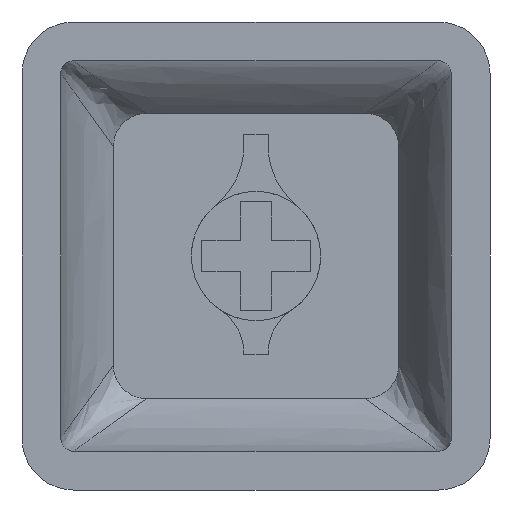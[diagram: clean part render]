
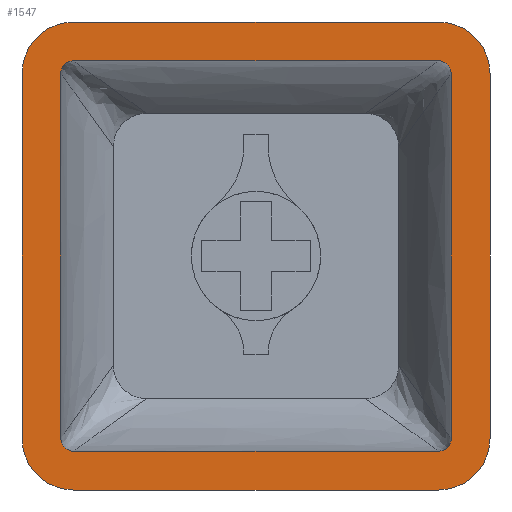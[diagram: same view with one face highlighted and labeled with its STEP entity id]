
A CAD part, front view. The second image highlights one B-rep face of the part: STEP entity #1547.
In plain terms, the highlighted planar face has unit normal (0, -1, 0).
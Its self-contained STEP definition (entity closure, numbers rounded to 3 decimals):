
#22=CIRCLE('',#1640,2.);
#23=CIRCLE('',#1641,2.);
#24=CIRCLE('',#1642,2.);
#25=CIRCLE('',#1643,2.);
#64=FACE_BOUND('',#222,.T.);
#83=B_SPLINE_CURVE_WITH_KNOTS('',3,(#2335,#2336,#2337,#2338,#2339,#2340,
#2341,#2342,#2343,#2344),.UNSPECIFIED.,.F.,.F.,(4,1,1,1,1,1,1,4),(0.,
0.143,0.286,0.429,0.571,
0.714,0.857,1.),.UNSPECIFIED.);
#86=B_SPLINE_CURVE_WITH_KNOTS('',3,(#2384,#2385,#2386,#2387,#2388,#2389,
#2390),.UNSPECIFIED.,.F.,.F.,(4,1,1,1,4),(0.,0.286,0.571,
0.857,1.),.UNSPECIFIED.);
#88=B_SPLINE_CURVE_WITH_KNOTS('',3,(#2452,#2453,#2454,#2455,#2456,#2457,
#2458,#2459,#2460),.UNSPECIFIED.,.F.,.F.,(4,1,1,1,1,1,4),(0.,
0.214,0.429,0.571,0.714,
0.857,1.),.UNSPECIFIED.);
#90=B_SPLINE_CURVE_WITH_KNOTS('',3,(#2494,#2495,#2496,#2497,#2498,#2499,
#2500),.UNSPECIFIED.,.F.,.F.,(4,1,1,1,4),(0.,0.286,0.571,
0.857,1.),.UNSPECIFIED.);
#92=B_SPLINE_CURVE_WITH_KNOTS('',3,(#2568,#2569,#2570,#2571,#2572,#2573,
#2574,#2575,#2576,#2577),.UNSPECIFIED.,.F.,.F.,(4,1,1,1,1,1,1,4),(0.,
0.143,0.286,0.429,0.571,
0.714,0.857,1.),.UNSPECIFIED.);
#94=B_SPLINE_CURVE_WITH_KNOTS('',3,(#2611,#2612,#2613,#2614,#2615,#2616,
#2617),.UNSPECIFIED.,.F.,.F.,(4,1,1,1,4),(0.,0.286,0.571,
0.857,1.),.UNSPECIFIED.);
#96=B_SPLINE_CURVE_WITH_KNOTS('',3,(#2679,#2680,#2681,#2682,#2683,#2684,
#2685,#2686,#2687),.UNSPECIFIED.,.F.,.F.,(4,1,1,1,1,1,4),(0.,
0.214,0.429,0.571,0.714,
0.857,1.),.UNSPECIFIED.);
#97=B_SPLINE_CURVE_WITH_KNOTS('',3,(#2716,#2717,#2718,#2719,#2720,#2721,
#2722),.UNSPECIFIED.,.F.,.F.,(4,1,1,1,4),(0.,0.286,0.571,
0.857,1.),.UNSPECIFIED.);
#132=FACE_OUTER_BOUND('',#221,.T.);
#221=EDGE_LOOP('',(#1132,#1133,#1134,#1135,#1136,#1137,#1138,#1139));
#222=EDGE_LOOP('',(#1140,#1141,#1142,#1143,#1144,#1145,#1146,#1147));
#341=LINE('',#2728,#512);
#342=LINE('',#2732,#513);
#343=LINE('',#2736,#514);
#344=LINE('',#2739,#515);
#512=VECTOR('',#1805,10.);
#513=VECTOR('',#1808,10.);
#514=VECTOR('',#1811,10.);
#515=VECTOR('',#1814,10.);
#674=VERTEX_POINT('',#2327);
#675=VERTEX_POINT('',#2334);
#676=VERTEX_POINT('',#2379);
#677=VERTEX_POINT('',#2445);
#678=VERTEX_POINT('',#2489);
#679=VERTEX_POINT('',#2561);
#680=VERTEX_POINT('',#2606);
#681=VERTEX_POINT('',#2672);
#682=VERTEX_POINT('',#2724);
#683=VERTEX_POINT('',#2725);
#684=VERTEX_POINT('',#2727);
#685=VERTEX_POINT('',#2729);
#686=VERTEX_POINT('',#2731);
#687=VERTEX_POINT('',#2733);
#688=VERTEX_POINT('',#2735);
#689=VERTEX_POINT('',#2737);
#842=EDGE_CURVE('',#675,#674,#83,.T.);
#845=EDGE_CURVE('',#674,#676,#86,.T.);
#847=EDGE_CURVE('',#676,#677,#88,.T.);
#849=EDGE_CURVE('',#677,#678,#90,.T.);
#851=EDGE_CURVE('',#678,#679,#92,.T.);
#853=EDGE_CURVE('',#679,#680,#94,.T.);
#855=EDGE_CURVE('',#680,#681,#96,.T.);
#856=EDGE_CURVE('',#681,#675,#97,.T.);
#857=EDGE_CURVE('',#682,#683,#22,.T.);
#858=EDGE_CURVE('',#684,#682,#341,.T.);
#859=EDGE_CURVE('',#685,#684,#23,.T.);
#860=EDGE_CURVE('',#686,#685,#342,.T.);
#861=EDGE_CURVE('',#687,#686,#24,.T.);
#862=EDGE_CURVE('',#688,#687,#343,.T.);
#863=EDGE_CURVE('',#689,#688,#25,.T.);
#864=EDGE_CURVE('',#683,#689,#344,.T.);
#1132=ORIENTED_EDGE('',*,*,#857,.F.);
#1133=ORIENTED_EDGE('',*,*,#858,.F.);
#1134=ORIENTED_EDGE('',*,*,#859,.F.);
#1135=ORIENTED_EDGE('',*,*,#860,.F.);
#1136=ORIENTED_EDGE('',*,*,#861,.F.);
#1137=ORIENTED_EDGE('',*,*,#862,.F.);
#1138=ORIENTED_EDGE('',*,*,#863,.F.);
#1139=ORIENTED_EDGE('',*,*,#864,.F.);
#1140=ORIENTED_EDGE('',*,*,#842,.T.);
#1141=ORIENTED_EDGE('',*,*,#845,.T.);
#1142=ORIENTED_EDGE('',*,*,#847,.T.);
#1143=ORIENTED_EDGE('',*,*,#849,.T.);
#1144=ORIENTED_EDGE('',*,*,#851,.T.);
#1145=ORIENTED_EDGE('',*,*,#853,.T.);
#1146=ORIENTED_EDGE('',*,*,#855,.T.);
#1147=ORIENTED_EDGE('',*,*,#856,.T.);
#1475=PLANE('',#1639);
#1547=ADVANCED_FACE('',(#132,#64),#1475,.F.);
#1639=AXIS2_PLACEMENT_3D('',#2723,#1801,#1802);
#1640=AXIS2_PLACEMENT_3D('',#2726,#1803,#1804);
#1641=AXIS2_PLACEMENT_3D('',#2730,#1806,#1807);
#1642=AXIS2_PLACEMENT_3D('',#2734,#1809,#1810);
#1643=AXIS2_PLACEMENT_3D('',#2738,#1812,#1813);
#1801=DIRECTION('center_axis',(0.,1.,0.));
#1802=DIRECTION('ref_axis',(0.,0.,1.));
#1803=DIRECTION('center_axis',(0.,1.,0.));
#1804=DIRECTION('ref_axis',(0.,0.,1.));
#1805=DIRECTION('',(1.,0.,0.));
#1806=DIRECTION('center_axis',(0.,1.,0.));
#1807=DIRECTION('ref_axis',(-1.,0.,0.));
#1808=DIRECTION('',(0.,0.,1.));
#1809=DIRECTION('center_axis',(0.,1.,0.));
#1810=DIRECTION('ref_axis',(0.,0.,-1.));
#1811=DIRECTION('',(-1.,0.,0.));
#1812=DIRECTION('center_axis',(0.,1.,0.));
#1813=DIRECTION('ref_axis',(1.,0.,0.));
#1814=DIRECTION('',(0.,0.,-1.));
#2327=CARTESIAN_POINT('',(16.6,0.,16.1));
#2334=CARTESIAN_POINT('',(16.1,0.,16.6));
#2335=CARTESIAN_POINT('Ctrl Pts',(16.1,0.,16.6));
#2336=CARTESIAN_POINT('Ctrl Pts',(16.137,0.,16.6));
#2337=CARTESIAN_POINT('Ctrl Pts',(16.212,0.,16.592));
#2338=CARTESIAN_POINT('Ctrl Pts',(16.319,0.,16.554));
#2339=CARTESIAN_POINT('Ctrl Pts',(16.414,0.,16.494));
#2340=CARTESIAN_POINT('Ctrl Pts',(16.494,0.,16.414));
#2341=CARTESIAN_POINT('Ctrl Pts',(16.554,0.,16.319));
#2342=CARTESIAN_POINT('Ctrl Pts',(16.592,0.,16.212));
#2343=CARTESIAN_POINT('Ctrl Pts',(16.6,0.,16.137));
#2344=CARTESIAN_POINT('Ctrl Pts',(16.6,0.,16.1));
#2379=CARTESIAN_POINT('',(16.6,0.,2.));
#2384=CARTESIAN_POINT('Ctrl Pts',(16.6,0.,16.1));
#2385=CARTESIAN_POINT('Ctrl Pts',(16.6,0.,15.801));
#2386=CARTESIAN_POINT('Ctrl Pts',(16.6,0.,13.413));
#2387=CARTESIAN_POINT('Ctrl Pts',(16.6,0.,7.532));
#2388=CARTESIAN_POINT('Ctrl Pts',(16.6,0.,3.269));
#2389=CARTESIAN_POINT('Ctrl Pts',(16.6,0.,2.15));
#2390=CARTESIAN_POINT('Ctrl Pts',(16.6,0.,2.));
#2445=CARTESIAN_POINT('',(16.1,0.,1.5));
#2452=CARTESIAN_POINT('Ctrl Pts',(16.6,0.,2.));
#2453=CARTESIAN_POINT('Ctrl Pts',(16.6,0.,1.944));
#2454=CARTESIAN_POINT('Ctrl Pts',(16.581,0.,1.832));
#2455=CARTESIAN_POINT('Ctrl Pts',(16.508,0.,1.699));
#2456=CARTESIAN_POINT('Ctrl Pts',(16.414,0.,1.606));
#2457=CARTESIAN_POINT('Ctrl Pts',(16.319,0.,1.546));
#2458=CARTESIAN_POINT('Ctrl Pts',(16.212,0.,1.508));
#2459=CARTESIAN_POINT('Ctrl Pts',(16.137,0.,1.5));
#2460=CARTESIAN_POINT('Ctrl Pts',(16.1,0.,1.5));
#2489=CARTESIAN_POINT('',(2.,0.,1.5));
#2494=CARTESIAN_POINT('Ctrl Pts',(16.1,0.,1.5));
#2495=CARTESIAN_POINT('Ctrl Pts',(15.801,0.,1.5));
#2496=CARTESIAN_POINT('Ctrl Pts',(13.413,0.,1.5));
#2497=CARTESIAN_POINT('Ctrl Pts',(7.532,0.,1.5));
#2498=CARTESIAN_POINT('Ctrl Pts',(3.269,0.,1.5));
#2499=CARTESIAN_POINT('Ctrl Pts',(2.15,0.,1.5));
#2500=CARTESIAN_POINT('Ctrl Pts',(2.,0.,1.5));
#2561=CARTESIAN_POINT('',(1.5,0.,2.));
#2568=CARTESIAN_POINT('Ctrl Pts',(2.,0.,1.5));
#2569=CARTESIAN_POINT('Ctrl Pts',(1.963,0.,1.5));
#2570=CARTESIAN_POINT('Ctrl Pts',(1.888,0.,1.508));
#2571=CARTESIAN_POINT('Ctrl Pts',(1.781,0.,1.546));
#2572=CARTESIAN_POINT('Ctrl Pts',(1.686,0.,1.606));
#2573=CARTESIAN_POINT('Ctrl Pts',(1.606,0.,1.686));
#2574=CARTESIAN_POINT('Ctrl Pts',(1.546,0.,1.781));
#2575=CARTESIAN_POINT('Ctrl Pts',(1.508,0.,1.888));
#2576=CARTESIAN_POINT('Ctrl Pts',(1.5,0.,1.963));
#2577=CARTESIAN_POINT('Ctrl Pts',(1.5,0.,2.));
#2606=CARTESIAN_POINT('',(1.5,0.,16.1));
#2611=CARTESIAN_POINT('Ctrl Pts',(1.5,0.,2.));
#2612=CARTESIAN_POINT('Ctrl Pts',(1.5,0.,2.299));
#2613=CARTESIAN_POINT('Ctrl Pts',(1.5,0.,4.687));
#2614=CARTESIAN_POINT('Ctrl Pts',(1.5,0.,10.568));
#2615=CARTESIAN_POINT('Ctrl Pts',(1.5,0.,14.831));
#2616=CARTESIAN_POINT('Ctrl Pts',(1.5,0.,15.95));
#2617=CARTESIAN_POINT('Ctrl Pts',(1.5,0.,16.1));
#2672=CARTESIAN_POINT('',(2.,0.,16.6));
#2679=CARTESIAN_POINT('Ctrl Pts',(1.5,0.,16.1));
#2680=CARTESIAN_POINT('Ctrl Pts',(1.5,0.,16.156));
#2681=CARTESIAN_POINT('Ctrl Pts',(1.519,0.,16.268));
#2682=CARTESIAN_POINT('Ctrl Pts',(1.592,0.,16.401));
#2683=CARTESIAN_POINT('Ctrl Pts',(1.686,0.,16.494));
#2684=CARTESIAN_POINT('Ctrl Pts',(1.781,0.,16.554));
#2685=CARTESIAN_POINT('Ctrl Pts',(1.888,0.,16.592));
#2686=CARTESIAN_POINT('Ctrl Pts',(1.963,0.,16.6));
#2687=CARTESIAN_POINT('Ctrl Pts',(2.,0.,16.6));
#2716=CARTESIAN_POINT('Ctrl Pts',(2.,0.,16.6));
#2717=CARTESIAN_POINT('Ctrl Pts',(2.299,0.,16.6));
#2718=CARTESIAN_POINT('Ctrl Pts',(4.687,0.,16.6));
#2719=CARTESIAN_POINT('Ctrl Pts',(10.568,0.,16.6));
#2720=CARTESIAN_POINT('Ctrl Pts',(14.831,0.,16.6));
#2721=CARTESIAN_POINT('Ctrl Pts',(15.95,0.,16.6));
#2722=CARTESIAN_POINT('Ctrl Pts',(16.1,0.,16.6));
#2723=CARTESIAN_POINT('Origin',(9.05,0.,9.05));
#2724=CARTESIAN_POINT('',(16.1,0.,18.1));
#2725=CARTESIAN_POINT('',(18.1,0.,16.1));
#2726=CARTESIAN_POINT('Origin',(16.1,0.,16.1));
#2727=CARTESIAN_POINT('',(2.,0.,18.1));
#2728=CARTESIAN_POINT('',(16.1,0.,18.1));
#2729=CARTESIAN_POINT('',(0.,0.,16.1));
#2730=CARTESIAN_POINT('Origin',(2.,0.,16.1));
#2731=CARTESIAN_POINT('',(0.,0.,2.));
#2732=CARTESIAN_POINT('',(0.,0.,16.1));
#2733=CARTESIAN_POINT('',(2.,0.,0.));
#2734=CARTESIAN_POINT('Origin',(2.,0.,2.));
#2735=CARTESIAN_POINT('',(16.1,0.,0.));
#2736=CARTESIAN_POINT('',(2.,0.,0.));
#2737=CARTESIAN_POINT('',(18.1,0.,2.));
#2738=CARTESIAN_POINT('Origin',(16.1,0.,2.));
#2739=CARTESIAN_POINT('',(18.1,0.,2.));
